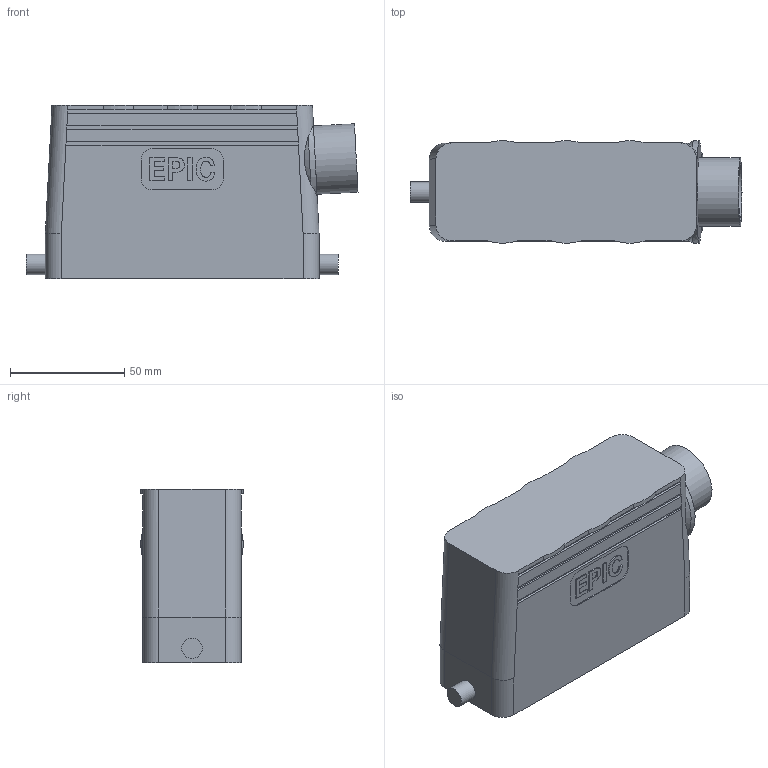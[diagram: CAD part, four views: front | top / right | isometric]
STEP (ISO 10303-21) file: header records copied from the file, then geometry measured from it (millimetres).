
FILE_DESCRIPTION( ( 'Unknown' ), '1' );
FILE_NAME( 'H_B_24_TSH_RO_NPT_34.stp', 'Unknown', ( 'Unknown' ), ( 'Unknown' ), 'PSStep 11.0', 'Unknown', ' ' );
FILE_SCHEMA( ( 'AUTOMOTIVE_DESIGN { 1 0 10303 214 1 1 1 1 }' ) );
Length unit declared in the file: millimetre
Products named in the file (1): 1
Bounding box: 145.59 x 45 x 76 mm (x, y, z)
Volume: 111884.5 mm3; surface area: 61189.2 mm2
Topology: 1 solids, 1 shells, 164 faces, 418 edges, 270 vertices
Faces by surface type: plane 120, cylinder 37, extrusion 4, cone 3
Full cylindrical faces by diameter (mm): 2.459 x4, 9 x2, 18 x1, 24.239 x1, 30 x1
Entity records: 6410 total; most frequent: CARTESIAN_POINT 1223, ORIENTED_EDGE 808, DIRECTION 750, EDGE_CURVE 404, VECTOR 272, LINE 268, VERTEX_POINT 266, AXIS2_PLACEMENT_3D 239
